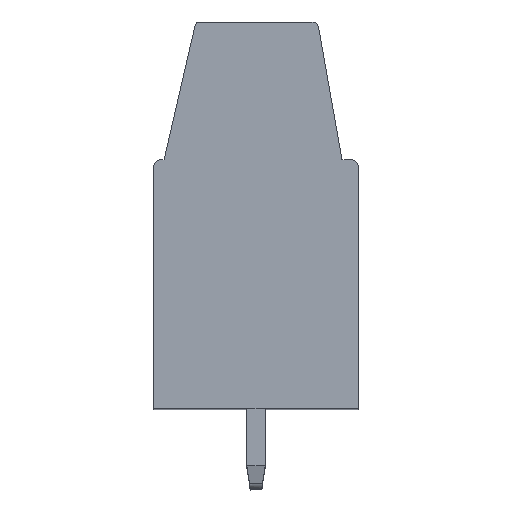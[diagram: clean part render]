
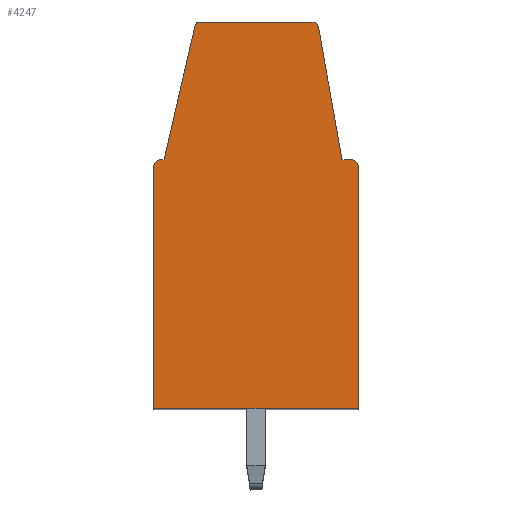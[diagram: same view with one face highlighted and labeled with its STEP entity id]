
A CAD part, top view. The second image highlights one B-rep face of the part: STEP entity #4247.
In plain terms, the highlighted planar face has unit normal (0, 0, 1).
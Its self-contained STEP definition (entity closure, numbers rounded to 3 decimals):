
#24=DIRECTION('',(0.225,0.974,0.));
#25=VECTOR('',#24,5.999);
#26=CARTESIAN_POINT('',(-4.,3.55,37.5));
#27=LINE('',#26,#25);
#28=CARTESIAN_POINT('',(-2.456,9.35,37.5));
#29=DIRECTION('',(0.,0.,-1.));
#30=DIRECTION('',(-0.974,0.225,0.));
#31=AXIS2_PLACEMENT_3D('',#28,#29,#30);
#33=DIRECTION('',(1.,0.,0.));
#34=VECTOR('',#33,4.886);
#35=CARTESIAN_POINT('',(-2.456,9.55,37.5));
#36=LINE('',#35,#34);
#37=CARTESIAN_POINT('',(2.43,9.25,37.5));
#38=DIRECTION('',(0.,0.,-1.));
#39=DIRECTION('',(0.,1.,0.));
#40=AXIS2_PLACEMENT_3D('',#37,#38,#39);
#42=DIRECTION('',(0.174,-0.985,0.));
#43=VECTOR('',#42,5.841);
#44=CARTESIAN_POINT('',(2.726,9.302,37.5));
#45=LINE('',#44,#43);
#46=DIRECTION('',(1.,0.,0.));
#47=VECTOR('',#46,0.41);
#48=CARTESIAN_POINT('',(3.74,3.55,37.5));
#49=LINE('',#48,#47);
#50=CARTESIAN_POINT('',(4.15,3.25,37.5));
#51=DIRECTION('',(0.,0.,-1.));
#52=DIRECTION('',(0.,1.,0.));
#53=AXIS2_PLACEMENT_3D('',#50,#51,#52);
#55=DIRECTION('',(0.,-1.,0.));
#56=VECTOR('',#55,10.5);
#57=CARTESIAN_POINT('',(4.45,3.25,37.5));
#58=LINE('',#57,#56);
#59=DIRECTION('',(-1.,0.,0.));
#60=VECTOR('',#59,8.9);
#61=CARTESIAN_POINT('',(4.45,-7.25,37.5));
#62=LINE('',#61,#60);
#63=DIRECTION('',(0.,1.,0.));
#64=VECTOR('',#63,10.5);
#65=CARTESIAN_POINT('',(-4.45,-7.25,37.5));
#66=LINE('',#65,#64);
#67=CARTESIAN_POINT('',(-4.15,3.25,37.5));
#68=DIRECTION('',(0.,0.,-1.));
#69=DIRECTION('',(-1.,0.,0.));
#70=AXIS2_PLACEMENT_3D('',#67,#68,#69);
#72=DIRECTION('',(1.,0.,0.));
#73=VECTOR('',#72,0.15);
#74=CARTESIAN_POINT('',(-4.15,3.55,37.5));
#75=LINE('',#74,#73);
#3392=CARTESIAN_POINT('',(-4.,3.55,37.5));
#3393=CARTESIAN_POINT('',(-2.651,9.395,37.5));
#3394=VERTEX_POINT('',#3392);
#3395=VERTEX_POINT('',#3393);
#3396=CARTESIAN_POINT('',(-4.15,3.55,37.5));
#3397=VERTEX_POINT('',#3396);
#3398=CARTESIAN_POINT('',(-4.45,3.25,37.5));
#3399=VERTEX_POINT('',#3398);
#3400=CARTESIAN_POINT('',(-4.45,-7.25,37.5));
#3401=VERTEX_POINT('',#3400);
#3402=CARTESIAN_POINT('',(4.45,-7.25,37.5));
#3403=VERTEX_POINT('',#3402);
#3404=CARTESIAN_POINT('',(4.45,3.25,37.5));
#3405=VERTEX_POINT('',#3404);
#3406=CARTESIAN_POINT('',(4.15,3.55,37.5));
#3407=VERTEX_POINT('',#3406);
#3408=CARTESIAN_POINT('',(3.74,3.55,37.5));
#3409=VERTEX_POINT('',#3408);
#3410=CARTESIAN_POINT('',(2.726,9.302,37.5));
#3411=VERTEX_POINT('',#3410);
#3412=CARTESIAN_POINT('',(2.43,9.55,37.5));
#3413=VERTEX_POINT('',#3412);
#3414=CARTESIAN_POINT('',(-2.456,9.55,37.5));
#3415=VERTEX_POINT('',#3414);
#4216=CARTESIAN_POINT('',(0.,0.,37.5));
#4217=DIRECTION('',(0.,0.,1.));
#4218=DIRECTION('',(1.,0.,0.));
#4219=AXIS2_PLACEMENT_3D('',#4216,#4217,#4218);
#4220=PLANE('',#4219);
#4222=ORIENTED_EDGE('',*,*,#4221,.T.);
#4224=ORIENTED_EDGE('',*,*,#4223,.T.);
#4226=ORIENTED_EDGE('',*,*,#4225,.T.);
#4228=ORIENTED_EDGE('',*,*,#4227,.T.);
#4230=ORIENTED_EDGE('',*,*,#4229,.T.);
#4232=ORIENTED_EDGE('',*,*,#4231,.T.);
#4234=ORIENTED_EDGE('',*,*,#4233,.T.);
#4236=ORIENTED_EDGE('',*,*,#4235,.T.);
#4238=ORIENTED_EDGE('',*,*,#4237,.T.);
#4240=ORIENTED_EDGE('',*,*,#4239,.T.);
#4242=ORIENTED_EDGE('',*,*,#4241,.T.);
#4244=ORIENTED_EDGE('',*,*,#4243,.T.);
#4245=EDGE_LOOP('',(#4222,#4224,#4226,#4228,#4230,#4232,#4234,#4236,#4238,#4240,
#4242,#4244));
#4246=FACE_OUTER_BOUND('',#4245,.F.);
#32=CIRCLE('',#31,0.2);
#41=CIRCLE('',#40,0.3);
#54=CIRCLE('',#53,0.3);
#71=CIRCLE('',#70,0.3);
#4221=EDGE_CURVE('',#3394,#3395,#27,.T.);
#4223=EDGE_CURVE('',#3395,#3415,#32,.T.);
#4225=EDGE_CURVE('',#3415,#3413,#36,.T.);
#4227=EDGE_CURVE('',#3413,#3411,#41,.T.);
#4229=EDGE_CURVE('',#3411,#3409,#45,.T.);
#4231=EDGE_CURVE('',#3409,#3407,#49,.T.);
#4233=EDGE_CURVE('',#3407,#3405,#54,.T.);
#4235=EDGE_CURVE('',#3405,#3403,#58,.T.);
#4237=EDGE_CURVE('',#3403,#3401,#62,.T.);
#4239=EDGE_CURVE('',#3401,#3399,#66,.T.);
#4241=EDGE_CURVE('',#3399,#3397,#71,.T.);
#4243=EDGE_CURVE('',#3397,#3394,#75,.T.);
#4247=ADVANCED_FACE('',(#4246),#4220,.T.);
